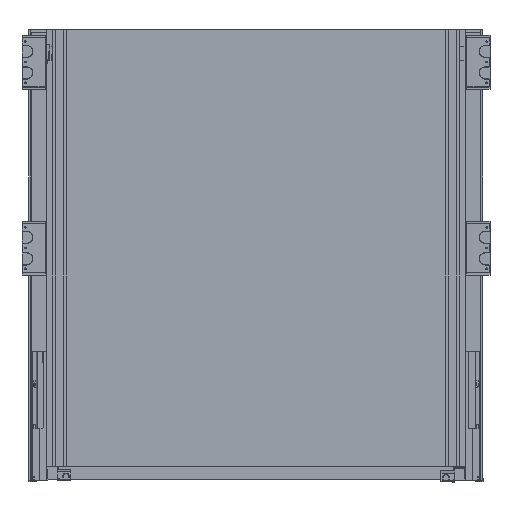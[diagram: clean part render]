
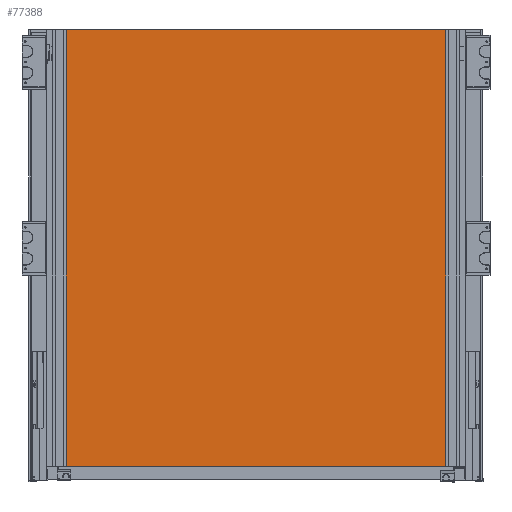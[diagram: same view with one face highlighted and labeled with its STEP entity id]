
A CAD part, front view. The second image highlights one B-rep face of the part: STEP entity #77388.
In plain terms, the highlighted planar face has unit normal (0, -1, 0).
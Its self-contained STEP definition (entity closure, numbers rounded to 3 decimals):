
#5957=FACE_OUTER_BOUND('',#10255,.T.);
#10255=EDGE_LOOP('',(#49240,#49241,#49242,#49243));
#14837=LINE('',#109503,#22602);
#14841=LINE('',#109511,#22606);
#14844=LINE('',#109517,#22609);
#14847=LINE('',#109522,#22612);
#22602=VECTOR('',#88449,1000.);
#22606=VECTOR('',#88455,1000.);
#22609=VECTOR('',#88460,1000.);
#22612=VECTOR('',#88465,1000.);
#30367=VERTEX_POINT('',#109501);
#30368=VERTEX_POINT('',#109502);
#30371=VERTEX_POINT('',#109510);
#30373=VERTEX_POINT('',#109516);
#37727=EDGE_CURVE('',#30367,#30368,#14837,.T.);
#37731=EDGE_CURVE('',#30368,#30371,#14841,.T.);
#37734=EDGE_CURVE('',#30371,#30373,#14844,.T.);
#37737=EDGE_CURVE('',#30373,#30367,#14847,.T.);
#49240=ORIENTED_EDGE('',*,*,#37727,.F.);
#49241=ORIENTED_EDGE('',*,*,#37737,.F.);
#49242=ORIENTED_EDGE('',*,*,#37734,.F.);
#49243=ORIENTED_EDGE('',*,*,#37731,.F.);
#72183=PLANE('',#81805);
#77388=ADVANCED_FACE('',(#5957),#72183,.T.);
#81805=AXIS2_PLACEMENT_3D('',#109525,#88469,#88470);
#88449=DIRECTION('',(0.,0.,-1.));
#88455=DIRECTION('',(-1.,0.,0.));
#88460=DIRECTION('',(0.,0.,1.));
#88465=DIRECTION('',(1.,0.,0.));
#88469=DIRECTION('center_axis',(0.,-1.,0.));
#88470=DIRECTION('ref_axis',(0.,0.,
-1.));
#109501=CARTESIAN_POINT('',(1240.977,1298.439,147.6));
#109502=CARTESIAN_POINT('',(1240.977,1298.439,-378.4));
#109503=CARTESIAN_POINT('',(1240.977,1298.439,147.6));
#109510=CARTESIAN_POINT('',(751.977,1298.439,-378.4));
#109511=CARTESIAN_POINT('',(751.977,1298.439,-378.4));
#109516=CARTESIAN_POINT('',(751.977,1298.439,147.6));
#109517=CARTESIAN_POINT('',(751.977,1298.439,147.6));
#109522=CARTESIAN_POINT('',(751.977,1298.439,147.6));
#109525=CARTESIAN_POINT('Origin',(996.477,1298.439,-115.4));
